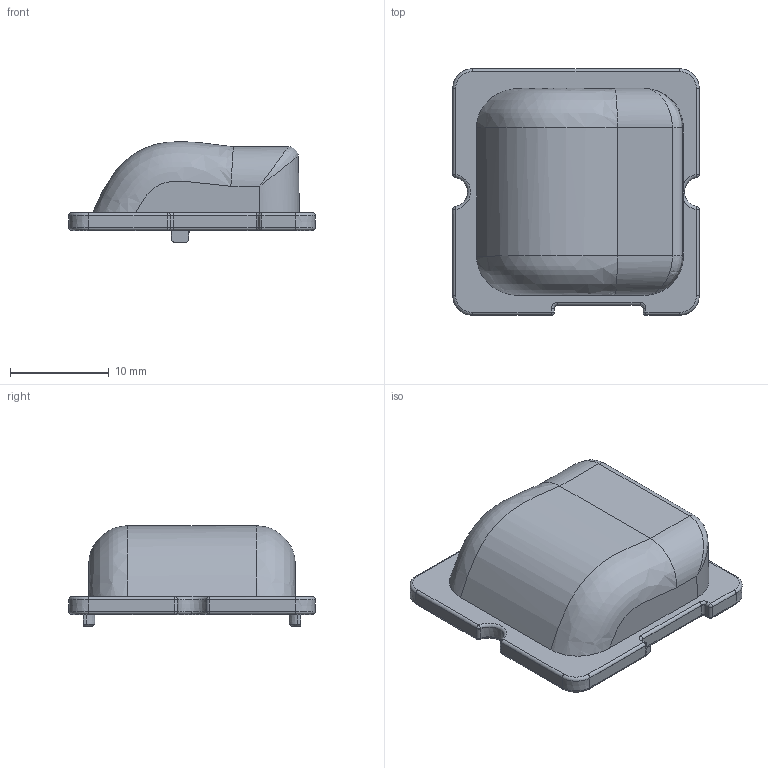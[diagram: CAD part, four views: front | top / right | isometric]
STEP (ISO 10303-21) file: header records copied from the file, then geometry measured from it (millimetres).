
FILE_DESCRIPTION (( 'STEP AP203' ), '1' );
FILE_NAME ('AMT-ST-25x25-5050-T2M Ãàáàðèòíàÿ ìîäåëü.STEP', '2023-05-10T11:17:39', ( 'Usr' ), ( '' ), 'SwSTEP 2.0', 'SolidWorks 2019', '' );
FILE_SCHEMA (( 'CONFIG_CONTROL_DESIGN' ));
Length unit declared in the file: millimetre
Products named in the file (1): AMT-ST-25x25-5050-T2M Ãàáàðèòíàÿ ìîäåëü
Bounding box: 25 x 25 x 10.22 mm (x, y, z)
Volume: 2951.1 mm3; surface area: 2029 mm2
Topology: 1 solids, 1 shells, 147 faces, 336 edges, 180 vertices
Faces by surface type: cone 42, plane 35, cylinder 29, bspline 23, torus 18
Entity records: 5963 total; most frequent: CARTESIAN_POINT 2858, ORIENTED_EDGE 642, DIRECTION 606, EDGE_CURVE 321, AXIS2_PLACEMENT_3D 232, VERTEX_POINT 180, EDGE_LOOP 151, FACE_OUTER_BOUND 147
